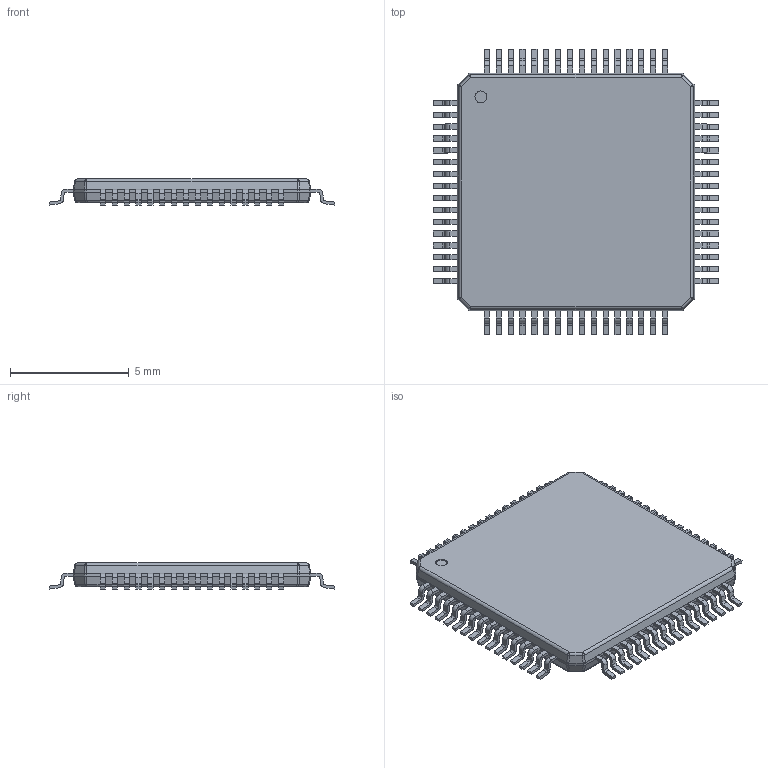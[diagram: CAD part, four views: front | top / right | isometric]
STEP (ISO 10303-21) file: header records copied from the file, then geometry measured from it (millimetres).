
FILE_DESCRIPTION((''),'2;1');
FILE_NAME('PAP0064A_ASM','2016-07-12T',('a0412025'),(''),'CREO PARAMETRIC BY PTC INC, 2016050','CREO PARAMETRIC BY PTC INC, 2016050','');
FILE_SCHEMA(('AUTOMOTIVE_DESIGN { 1 0 10303 214 1 1 1 1 }'));
Length unit declared in the file: millimetre
Products named in the file (4): BODY-PAP0064A; LEAD-PAP0064A; THERMALPAD-PAP0064A; PAP0064A_ASM
Assembly tree (66 placements, depth 2):
  PAP0064A_ASM
    BODY-PAP0064A
    LEAD-PAP0064A  x64
    THERMALPAD-PAP0064A
Bounding box: 12.03 x 12.03 x 1.1 mm (x, y, z)
Volume: 100.1 mm3; surface area: 369.6 mm2
Topology: 66 solids, 66 shells, 1000 faces, 2518 edges, 1652 vertices
Faces by surface type: plane 686, cylinder 298, sphere 16
Entity records: 5099 total; most frequent: CARTESIAN_POINT 739, DIRECTION 670, ORIENTED_EDGE 500, PRESENTATION_STYLE_ASSIGNMENT 253, STYLED_ITEM 253, CURVE_STYLE 250, EDGE_CURVE 250, AXIS2_PLACEMENT_3D 248
